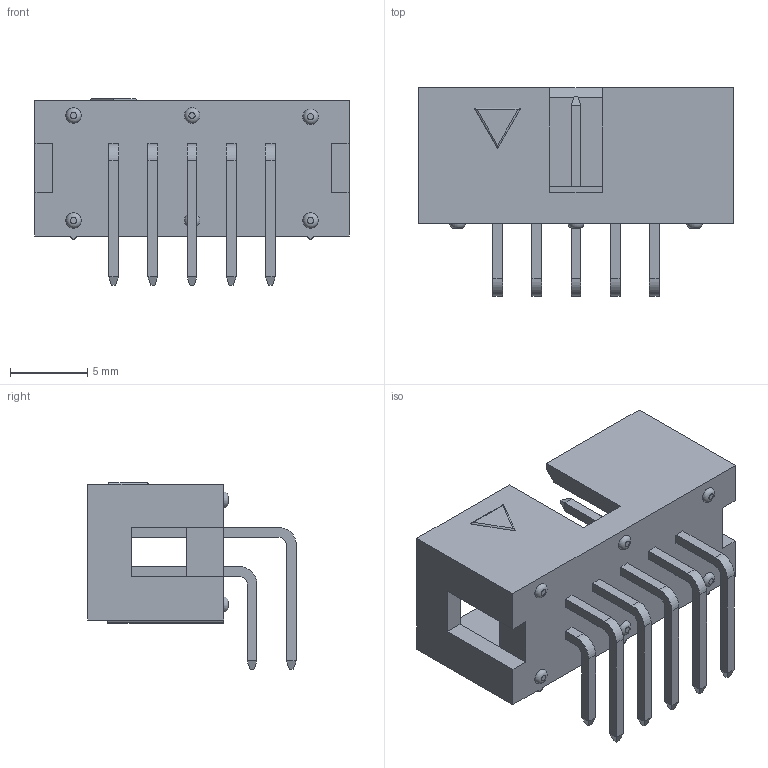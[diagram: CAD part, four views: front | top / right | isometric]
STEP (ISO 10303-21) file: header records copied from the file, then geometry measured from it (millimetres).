
FILE_DESCRIPTION(('STEP AP214'), '1');
FILE_NAME('栖闉罻', '2016-01-22T17:18:57', ('UNSPECIFIED'), ('UNSPECIFIED'), 'ASCON STEP Converter 1.3', 'ASCON Math Kernel', '');
FILE_SCHEMA(('AUTOMOTIVE_DESIGN { 1 0 10303 214 3 1 1}'));
Length unit declared in the file: millimetre
Products named in the file (2): TYCO_1-1634689-0_IDC10_RA
Assembly tree (1 placements, depth 2):
  (unnamed)
    TYCO_1-1634689-0_IDC10_RA
Bounding box: 20.35 x 13.5 x 12.1 mm (x, y, z)
Volume: 809.8 mm3; surface area: 1531 mm2
Topology: 1 solids, 1 shells, 271 faces, 650 edges, 404 vertices
Faces by surface type: plane 239, cylinder 26, torus 6
Entity records: 9878 total; most frequent: CARTESIAN_POINT 1330, ORIENTED_EDGE 1288, DIRECTION 1245, EDGE_CURVE 644, LINE 583, VECTOR 583, VERTEX_POINT 404, AXIS2_PLACEMENT_3D 331
